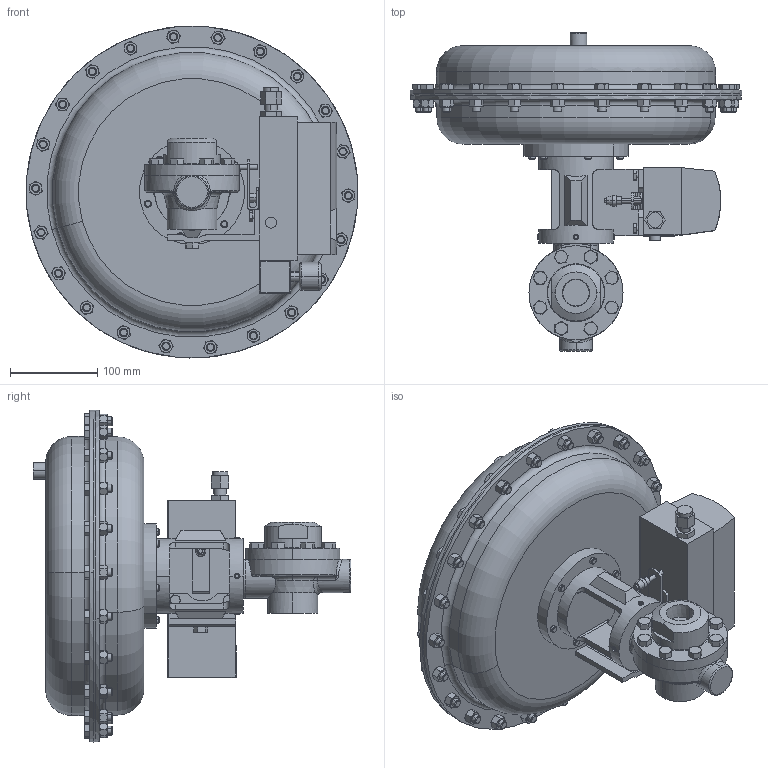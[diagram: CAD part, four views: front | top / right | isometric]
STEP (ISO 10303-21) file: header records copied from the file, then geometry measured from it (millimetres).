
FILE_DESCRIPTION (( 'STEP AP203' ), '1' );
FILE_NAME ('70SP-100-CS+S6-PT-85M-16IQ.STEP', '2017-09-11T17:40:50', ( '' ), ( '' ), 'SwSTEP 2.0', 'SolidWorks 2014', '' );
FILE_SCHEMA (( 'CONFIG_CONTROL_DESIGN' ));
Length unit declared in the file: inch
Products named in the file (1): 70SP-100-CS+S6-PT-85M-16IQ
Bounding box: 380.89 x 364.78 x 380.96 mm (x, y, z)
Volume: 11381908.1 mm3; surface area: 524148.2 mm2
Topology: 1 solids, 1 shells, 1312 faces, 3000 edges, 1798 vertices
Faces by surface type: plane 565, cone 533, cylinder 175, torus 27, bspline 8, sphere 4
Entity records: 41113 total; most frequent: CARTESIAN_POINT 13060, ORIENTED_EDGE 5988, DIRECTION 5490, EDGE_CURVE 2994, AXIS2_PLACEMENT_3D 2214, VERTEX_POINT 1798, EDGE_LOOP 1430, FACE_OUTER_BOUND 1312
